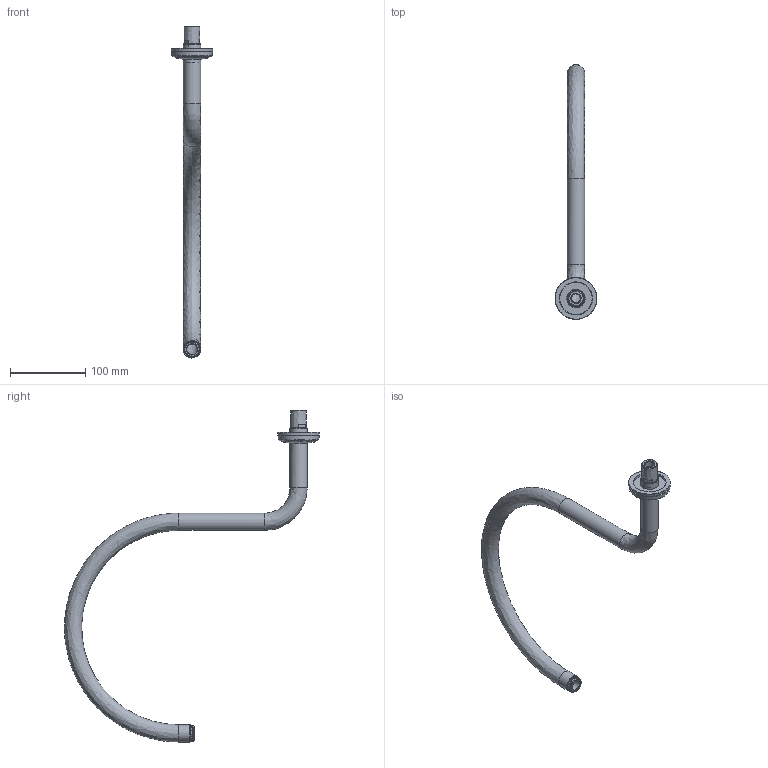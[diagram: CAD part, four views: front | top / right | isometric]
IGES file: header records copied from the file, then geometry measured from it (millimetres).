
Global section: file name: T10K621-B; native system: Autodesk Inventor 2024; preprocessor: unknown; author: camerond; date: 20251104.084915; units: millimetre
Bounding box: 55.77 x 339.38 x 441.59 mm (x, y, z)
Volume: 130451.7 mm3; surface area: 111308.7 mm2
Topology: 6 solids, 6 shells, 74 faces, 186 edges, 131 vertices
Faces by surface type: bspline 74
